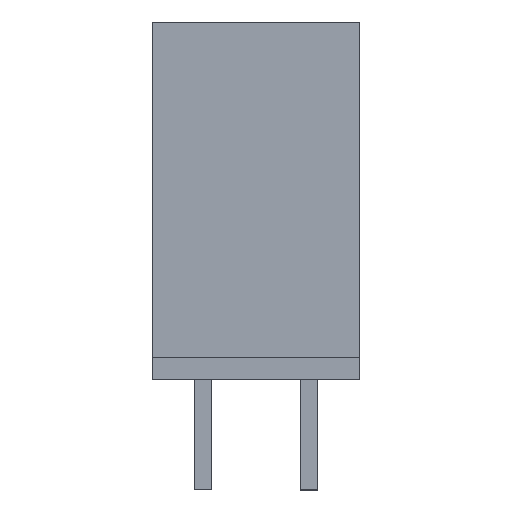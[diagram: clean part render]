
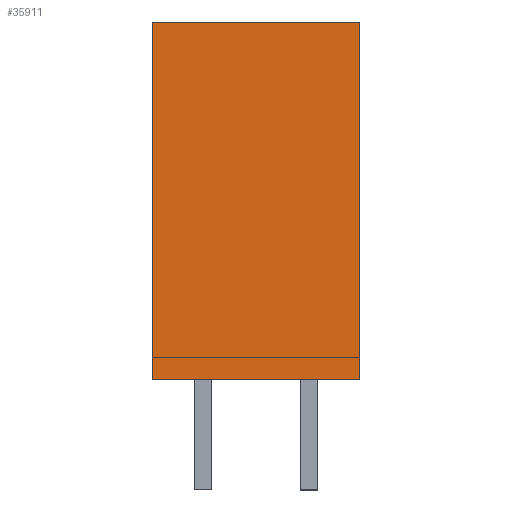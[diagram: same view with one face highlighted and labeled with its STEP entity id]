
A CAD part, left-side view. The second image highlights one B-rep face of the part: STEP entity #35911.
In plain terms, the highlighted planar face has unit normal (-1, 0, 0).
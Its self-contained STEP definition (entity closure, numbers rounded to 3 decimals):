
#21343=CARTESIAN_POINT('',(-63.754,-2.477,0.));
#21344=VERTEX_POINT('',#21343);
#21351=CARTESIAN_POINT('',(-63.754,2.477,0.));
#21352=VERTEX_POINT('',#21351);
#21353=CARTESIAN_POINT('',(-63.754,2.477,0.));
#21354=DIRECTION('',(0.0,-1.0,0.0));
#21355=VECTOR('',#21354,4.953);
#21356=LINE('',#21353,#21355);
#21357=EDGE_CURVE('',#21352,#21344,#21356,.T.);
#35026=CARTESIAN_POINT('',(-63.754,2.477,8.509));
#35027=VERTEX_POINT('',#35026);
#35034=CARTESIAN_POINT('',(-63.754,-2.477,8.509));
#35035=VERTEX_POINT('',#35034);
#35036=CARTESIAN_POINT('',(-63.754,2.477,8.509));
#35037=DIRECTION('',(0.0,-1.0,0.0));
#35038=VECTOR('',#35037,4.953);
#35039=LINE('',#35036,#35038);
#35040=EDGE_CURVE('',#35027,#35035,#35039,.T.);
#35678=CARTESIAN_POINT('',(-63.754,-2.477,8.509));
#35679=DIRECTION('',(0.0,0.0,-1.0));
#35680=VECTOR('',#35679,8.509);
#35681=LINE('',#35678,#35680);
#35682=EDGE_CURVE('',#35035,#21344,#35681,.T.);
#35895=CARTESIAN_POINT('',(-63.754,0.,4.509));
#35896=DIRECTION('',(1.0,0.0,0.0));
#35897=DIRECTION('',(0.0,0.0,-1.0));
#35898=AXIS2_PLACEMENT_3D('',#35895,#35896,#35897);
#35899=PLANE('',#35898);
#35900=CARTESIAN_POINT('',(-63.754,2.477,8.509));
#35901=DIRECTION('',(0.0,0.0,-1.0));
#35902=VECTOR('',#35901,8.509);
#35903=LINE('',#35900,#35902);
#35904=EDGE_CURVE('',#35027,#21352,#35903,.T.);
#35905=ORIENTED_EDGE('',*,*,#35904,.T.);
#35906=ORIENTED_EDGE('',*,*,#21357,.T.);
#35907=ORIENTED_EDGE('',*,*,#35682,.F.);
#35908=ORIENTED_EDGE('',*,*,#35040,.F.);
#35909=EDGE_LOOP('',(#35905,#35906,#35907,#35908));
#35910=FACE_OUTER_BOUND('',#35909,.T.);
#35911=ADVANCED_FACE('',(#35910),#35899,.F.);
